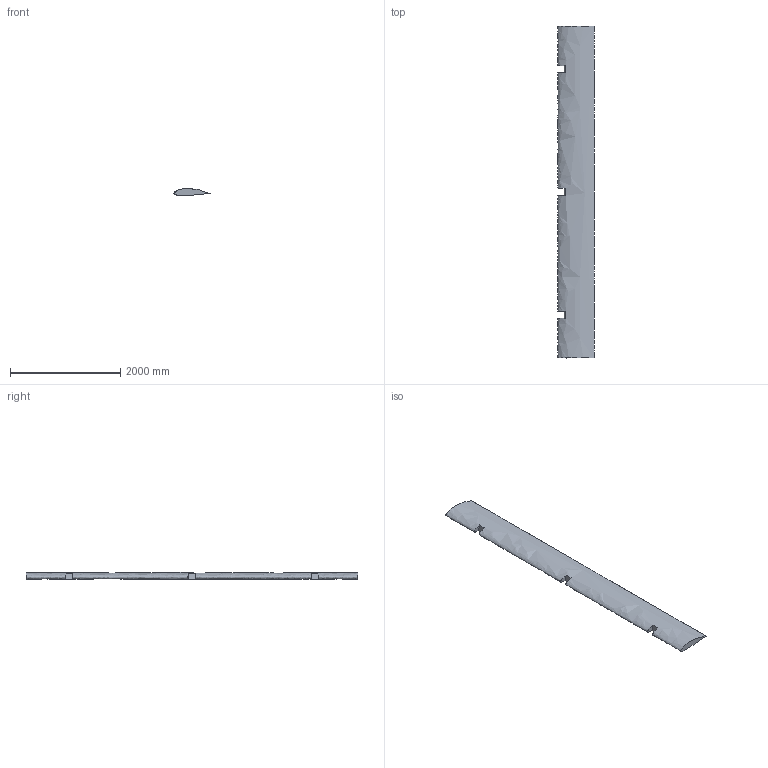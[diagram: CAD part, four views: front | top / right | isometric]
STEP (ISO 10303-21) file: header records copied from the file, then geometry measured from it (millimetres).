
FILE_DESCRIPTION( ( '' ), ' ' );
FILE_NAME( '5bb7059335dee214c5ffec38.step', '2018-10-05T06:32:52', ( '' ), ( '' ), ' ', ' ', ' ' );
FILE_SCHEMA( ( 'AUTOMOTIVE_DESIGN { 1 0 10303 214 1 1 1 1 }' ) );
Length unit declared in the file: metre
Products named in the file (1): Aileron
Bounding box: 654.39 x 6030 x 127.37 mm (x, y, z)
Volume: 331218868 mm3; surface area: 8328562.9 mm2
Topology: 1 solids, 1 shells, 15 faces, 30 edges, 20 vertices
Faces by surface type: plane 13, extrusion 2
Entity records: 809 total; most frequent: CARTESIAN_POINT 379, ORIENTED_EDGE 60, DIRECTION 48, EDGE_CURVE 30, VECTOR 20, VERTEX_POINT 20, EDGE_LOOP 18, LINE 18
